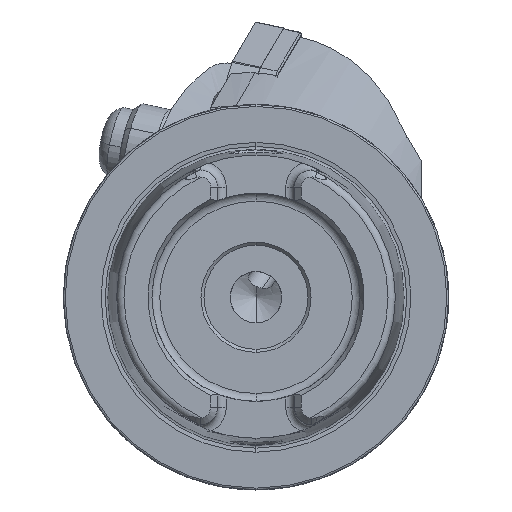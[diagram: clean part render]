
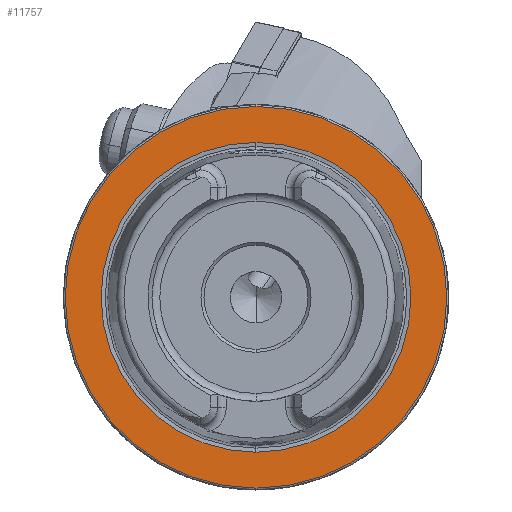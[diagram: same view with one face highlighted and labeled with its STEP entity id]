
A CAD part, left-side view. The second image highlights one B-rep face of the part: STEP entity #11757.
In plain terms, the highlighted planar face has unit normal (-1, 0, 0).
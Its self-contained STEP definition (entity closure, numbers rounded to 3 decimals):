
#1051 = EDGE_CURVE ( 'NONE', #7459, #7458, #9526, .T. ) ;
#1052 = EDGE_CURVE ( 'NONE', #7456, #7451, #9524, .T. ) ;
#1532 = EDGE_CURVE ( 'NONE', #7451, #7456, #8126, .T. ) ;
#1536 = EDGE_CURVE ( 'NONE', #7458, #7459, #8135, .T. ) ;
#2362 = CARTESIAN_POINT ( 'NONE',  ( 0., 0., 25.324 ) ) ;
#2365 = CARTESIAN_POINT ( 'NONE',  ( 0., 0., -25.324 ) ) ;
#2369 = CARTESIAN_POINT ( 'NONE',  ( 0., 0., 31.2 ) ) ;
#2370 = CARTESIAN_POINT ( 'NONE',  ( 0., 0., -31.2 ) ) ;
#3544 = ORIENTED_EDGE ( 'NONE', *, *, #1052, .F. ) ;
#3545 = ORIENTED_EDGE ( 'NONE', *, *, #1532, .F. ) ;
#3546 = ORIENTED_EDGE ( 'NONE', *, *, #1536, .T. ) ;
#3547 = ORIENTED_EDGE ( 'NONE', *, *, #1051, .T. ) ;
#7451 = VERTEX_POINT ( 'NONE', #2365 ) ;
#7456 = VERTEX_POINT ( 'NONE', #2362 ) ;
#7458 = VERTEX_POINT ( 'NONE', #2369 ) ;
#7459 = VERTEX_POINT ( 'NONE', #2370 ) ;
#8126 = CIRCLE ( 'NONE', #8376, 25.324 ) ;
#8135 = CIRCLE ( 'NONE', #8379, 31.2 ) ;
#8315 = AXIS2_PLACEMENT_3D ( 'NONE', #11876, #11877, #11878 ) ;
#8316 = AXIS2_PLACEMENT_3D ( 'NONE', #11879, #11880, #11881 ) ;
#8376 = AXIS2_PLACEMENT_3D ( 'NONE', #9325, #9326, #9327 ) ;
#8379 = AXIS2_PLACEMENT_3D ( 'NONE', #9335, #9336, #9337 ) ;
#9325 = CARTESIAN_POINT ( 'NONE',  ( 0., 0., 0. ) ) ;
#9326 = DIRECTION ( 'NONE',  ( -1., 0., 0. ) ) ;
#9327 = DIRECTION ( 'NONE',  ( 0., 0., 1. ) ) ;
#9335 = CARTESIAN_POINT ( 'NONE',  ( 0., 0., 0. ) ) ;
#9336 = DIRECTION ( 'NONE',  ( -1., 0., 0. ) ) ;
#9337 = DIRECTION ( 'NONE',  ( 0., 0., 1. ) ) ;
#9524 = CIRCLE ( 'NONE', #8316, 25.324 ) ;
#9526 = CIRCLE ( 'NONE', #8315, 31.2 ) ;
#10292 = CARTESIAN_POINT ( 'NONE',  ( 0., 31.2, 0. ) ) ;
#10295 = PLANE ( 'NONE',  #14334 ) ;
#10297 = DIRECTION ( 'NONE',  ( 1., 0., 0. ) ) ;
#10298 = DIRECTION ( 'NONE',  ( 0., 0., -1. ) ) ;
#11757 = ADVANCED_FACE ( 'NONE', ( #13487, #13442 ), #10295, .F. ) ;
#11876 = CARTESIAN_POINT ( 'NONE',  ( 0., 0., 0. ) ) ;
#11877 = DIRECTION ( 'NONE',  ( -1., 0., 0. ) ) ;
#11878 = DIRECTION ( 'NONE',  ( 0., 0., 1. ) ) ;
#11879 = CARTESIAN_POINT ( 'NONE',  ( 0., 0., 0. ) ) ;
#11880 = DIRECTION ( 'NONE',  ( -1., 0., 0. ) ) ;
#11881 = DIRECTION ( 'NONE',  ( 0., 0., 1. ) ) ;
#11956 = EDGE_LOOP ( 'NONE', ( #3546, #3547 ) ) ;
#11960 = EDGE_LOOP ( 'NONE', ( #3544, #3545 ) ) ;
#13442 = FACE_OUTER_BOUND ( 'NONE', #11956, .T. ) ;
#13487 = FACE_BOUND ( 'NONE', #11960, .T. ) ;
#14334 = AXIS2_PLACEMENT_3D ( 'NONE', #10292, #10297, #10298 ) ;
